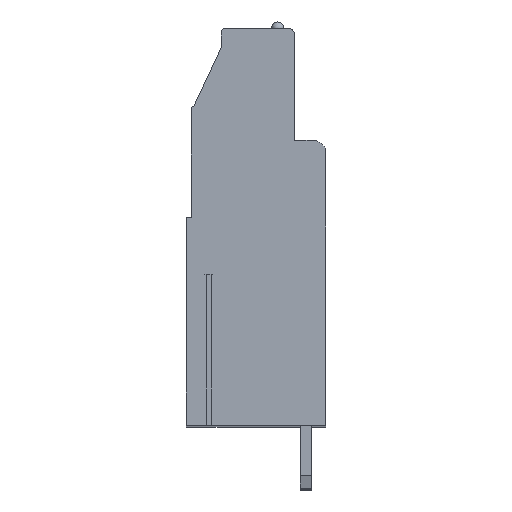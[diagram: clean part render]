
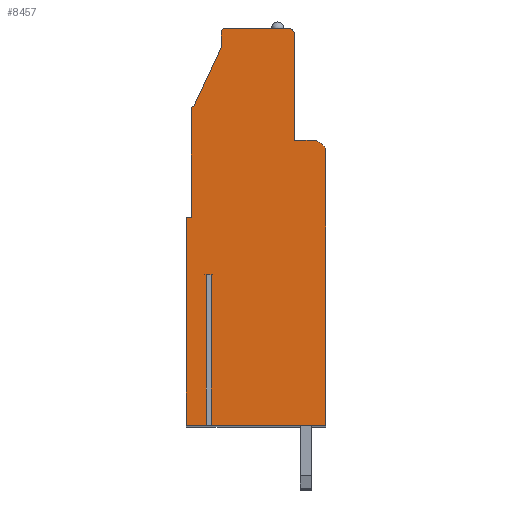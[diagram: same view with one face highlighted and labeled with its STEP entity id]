
A CAD part, top view. The second image highlights one B-rep face of the part: STEP entity #8457.
In plain terms, the highlighted planar face has unit normal (0, 0, 1).
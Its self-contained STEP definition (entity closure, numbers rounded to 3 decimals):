
#28=DIRECTION('',(-1.,0.,0.));
#29=VECTOR('',#28,0.38);
#30=CARTESIAN_POINT('',(-3.56,-3.8,83.82));
#31=LINE('',#30,#29);
#32=DIRECTION('',(0.,1.,0.));
#33=VECTOR('',#32,11.95);
#34=CARTESIAN_POINT('',(-3.94,-15.75,83.82));
#35=LINE('',#34,#33);
#36=DIRECTION('',(1.,0.,0.));
#37=VECTOR('',#36,1.61);
#38=CARTESIAN_POINT('',(-5.55,-15.75,83.82));
#39=LINE('',#38,#37);
#40=DIRECTION('',(0.,-1.,0.));
#41=VECTOR('',#40,16.5);
#42=CARTESIAN_POINT('',(-5.55,0.75,83.82));
#43=LINE('',#42,#41);
#44=DIRECTION('',(-1.,0.,0.));
#45=VECTOR('',#44,0.4);
#46=CARTESIAN_POINT('',(-5.15,0.75,83.82));
#47=LINE('',#46,#45);
#48=DIRECTION('',(0.,-1.,0.));
#49=VECTOR('',#48,8.6);
#50=CARTESIAN_POINT('',(-5.15,9.35,83.82));
#51=LINE('',#50,#49);
#52=CARTESIAN_POINT('',(-4.95,9.35,83.82));
#53=DIRECTION('',(0.,0.,1.));
#54=DIRECTION('',(0.,1.,0.));
#55=AXIS2_PLACEMENT_3D('',#52,#53,#54);
#57=DIRECTION('',(-0.424,-0.906,0.));
#58=VECTOR('',#57,5.189);
#59=CARTESIAN_POINT('',(-2.75,14.25,83.82));
#60=LINE('',#59,#58);
#61=DIRECTION('',(0.,-1.,0.));
#62=VECTOR('',#61,1.2);
#63=CARTESIAN_POINT('',(-2.75,15.45,83.82));
#64=LINE('',#63,#62);
#65=CARTESIAN_POINT('',(-2.45,15.45,83.82));
#66=DIRECTION('',(0.,0.,1.));
#67=DIRECTION('',(0.,1.,0.));
#68=AXIS2_PLACEMENT_3D('',#65,#66,#67);
#70=DIRECTION('',(-1.,0.,0.));
#71=VECTOR('',#70,5.);
#72=CARTESIAN_POINT('',(2.55,15.75,83.82));
#73=LINE('',#72,#71);
#74=CARTESIAN_POINT('',(2.55,15.25,83.82));
#75=DIRECTION('',(0.,0.,1.));
#76=DIRECTION('',(1.,0.,0.));
#77=AXIS2_PLACEMENT_3D('',#74,#75,#76);
#79=DIRECTION('',(0.,1.,0.));
#80=VECTOR('',#79,8.4);
#81=CARTESIAN_POINT('',(3.05,6.85,83.82));
#82=LINE('',#81,#80);
#83=DIRECTION('',(-1.,0.,0.));
#84=VECTOR('',#83,1.5);
#85=CARTESIAN_POINT('',(4.55,6.85,83.82));
#86=LINE('',#85,#84);
#87=CARTESIAN_POINT('',(4.55,5.85,83.82));
#88=DIRECTION('',(0.,0.,1.));
#89=DIRECTION('',(1.,0.,0.));
#90=AXIS2_PLACEMENT_3D('',#87,#88,#89);
#92=DIRECTION('',(0.,1.,0.));
#93=VECTOR('',#92,21.6);
#94=CARTESIAN_POINT('',(5.55,-15.75,83.82));
#95=LINE('',#94,#93);
#96=DIRECTION('',(1.,0.,0.));
#97=VECTOR('',#96,9.11);
#98=CARTESIAN_POINT('',(-3.56,-15.75,83.82));
#99=LINE('',#98,#97);
#100=DIRECTION('',(0.,1.,0.));
#101=VECTOR('',#100,11.95);
#102=CARTESIAN_POINT('',(-3.56,-15.75,83.82));
#103=LINE('',#102,#101);
#6498=CARTESIAN_POINT('',(5.55,-15.75,83.82));
#6499=CARTESIAN_POINT('',(5.55,5.85,83.82));
#6500=VERTEX_POINT('',#6498);
#6501=VERTEX_POINT('',#6499);
#6502=CARTESIAN_POINT('',(4.55,6.85,83.82));
#6503=VERTEX_POINT('',#6502);
#6504=CARTESIAN_POINT('',(3.05,6.85,83.82));
#6505=VERTEX_POINT('',#6504);
#6506=CARTESIAN_POINT('',(3.05,15.25,83.82));
#6507=VERTEX_POINT('',#6506);
#6508=CARTESIAN_POINT('',(2.55,15.75,83.82));
#6509=VERTEX_POINT('',#6508);
#6510=CARTESIAN_POINT('',(-2.45,15.75,83.82));
#6511=VERTEX_POINT('',#6510);
#6512=CARTESIAN_POINT('',(-2.75,15.45,83.82));
#6513=VERTEX_POINT('',#6512);
#6514=CARTESIAN_POINT('',(-2.75,14.25,83.82));
#6515=VERTEX_POINT('',#6514);
#6516=CARTESIAN_POINT('',(-4.95,9.55,83.82));
#6517=VERTEX_POINT('',#6516);
#6518=CARTESIAN_POINT('',(-5.55,0.75,83.82));
#6519=CARTESIAN_POINT('',(-5.55,-15.75,83.82));
#6520=VERTEX_POINT('',#6518);
#6521=VERTEX_POINT('',#6519);
#6566=CARTESIAN_POINT('',(-3.56,-3.8,83.82));
#6567=CARTESIAN_POINT('',(-3.94,-3.8,83.82));
#6568=VERTEX_POINT('',#6566);
#6569=VERTEX_POINT('',#6567);
#6570=CARTESIAN_POINT('',(-3.56,-15.75,83.82));
#6571=VERTEX_POINT('',#6570);
#6572=CARTESIAN_POINT('',(-3.94,-15.75,83.82));
#6573=VERTEX_POINT('',#6572);
#6582=CARTESIAN_POINT('',(-5.15,9.35,83.82));
#6583=VERTEX_POINT('',#6582);
#6584=CARTESIAN_POINT('',(-5.15,0.75,83.82));
#6585=VERTEX_POINT('',#6584);
#8414=CARTESIAN_POINT('',(0.,0.,83.82));
#8415=DIRECTION('',(0.,0.,1.));
#8416=DIRECTION('',(1.,0.,0.));
#8417=AXIS2_PLACEMENT_3D('',#8414,#8415,#8416);
#8418=PLANE('',#8417);
#8420=ORIENTED_EDGE('',*,*,#8419,.T.);
#8422=ORIENTED_EDGE('',*,*,#8421,.F.);
#8424=ORIENTED_EDGE('',*,*,#8423,.F.);
#8426=ORIENTED_EDGE('',*,*,#8425,.F.);
#8428=ORIENTED_EDGE('',*,*,#8427,.F.);
#8430=ORIENTED_EDGE('',*,*,#8429,.F.);
#8432=ORIENTED_EDGE('',*,*,#8431,.F.);
#8434=ORIENTED_EDGE('',*,*,#8433,.F.);
#8436=ORIENTED_EDGE('',*,*,#8435,.F.);
#8438=ORIENTED_EDGE('',*,*,#8437,.F.);
#8440=ORIENTED_EDGE('',*,*,#8439,.F.);
#8442=ORIENTED_EDGE('',*,*,#8441,.F.);
#8444=ORIENTED_EDGE('',*,*,#8443,.F.);
#8446=ORIENTED_EDGE('',*,*,#8445,.F.);
#8448=ORIENTED_EDGE('',*,*,#8447,.F.);
#8450=ORIENTED_EDGE('',*,*,#8449,.F.);
#8452=ORIENTED_EDGE('',*,*,#8451,.F.);
#8454=ORIENTED_EDGE('',*,*,#8453,.T.);
#8455=EDGE_LOOP('',(#8420,#8422,#8424,#8426,#8428,#8430,#8432,#8434,#8436,#8438,
#8440,#8442,#8444,#8446,#8448,#8450,#8452,#8454));
#8456=FACE_OUTER_BOUND('',#8455,.F.);
#56=CIRCLE('',#55,0.2);
#69=CIRCLE('',#68,0.3);
#78=CIRCLE('',#77,0.5);
#91=CIRCLE('',#90,1.);
#8419=EDGE_CURVE('',#6568,#6569,#31,.T.);
#8421=EDGE_CURVE('',#6573,#6569,#35,.T.);
#8423=EDGE_CURVE('',#6521,#6573,#39,.T.);
#8425=EDGE_CURVE('',#6520,#6521,#43,.T.);
#8427=EDGE_CURVE('',#6585,#6520,#47,.T.);
#8429=EDGE_CURVE('',#6583,#6585,#51,.T.);
#8431=EDGE_CURVE('',#6517,#6583,#56,.T.);
#8433=EDGE_CURVE('',#6515,#6517,#60,.T.);
#8435=EDGE_CURVE('',#6513,#6515,#64,.T.);
#8437=EDGE_CURVE('',#6511,#6513,#69,.T.);
#8439=EDGE_CURVE('',#6509,#6511,#73,.T.);
#8441=EDGE_CURVE('',#6507,#6509,#78,.T.);
#8443=EDGE_CURVE('',#6505,#6507,#82,.T.);
#8445=EDGE_CURVE('',#6503,#6505,#86,.T.);
#8447=EDGE_CURVE('',#6501,#6503,#91,.T.);
#8449=EDGE_CURVE('',#6500,#6501,#95,.T.);
#8451=EDGE_CURVE('',#6571,#6500,#99,.T.);
#8453=EDGE_CURVE('',#6571,#6568,#103,.T.);
#8457=ADVANCED_FACE('',(#8456),#8418,.T.);
